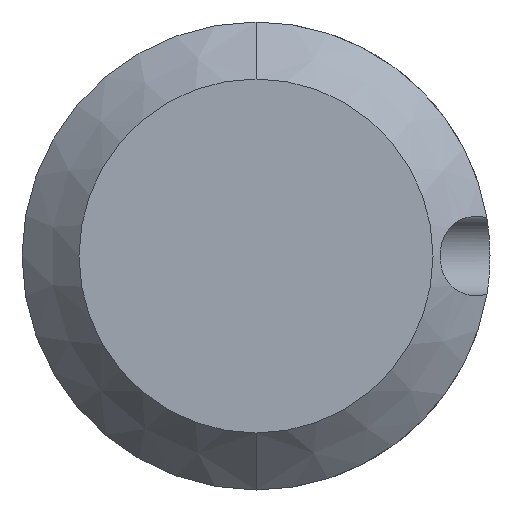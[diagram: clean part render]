
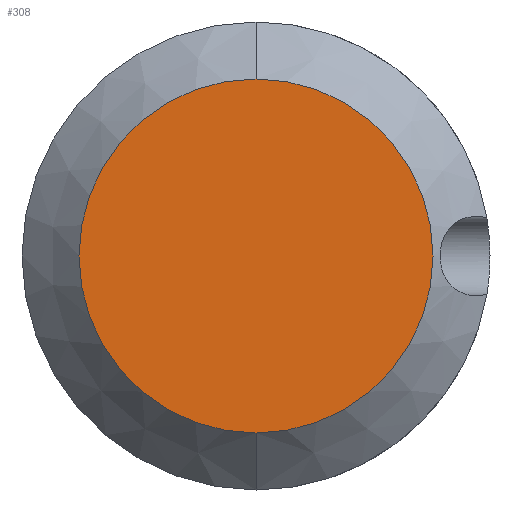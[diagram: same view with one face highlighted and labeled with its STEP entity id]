
A CAD part, front view. The second image highlights one B-rep face of the part: STEP entity #308.
In plain terms, the highlighted planar face has unit normal (0, -1, 0).
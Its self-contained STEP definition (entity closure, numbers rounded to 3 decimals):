
#1 = AXIS2_PLACEMENT_3D ( 'NONE', #218, #393, #267 ) ;
#4 = FACE_OUTER_BOUND ( 'NONE', #5, .T. ) ;
#5 = EDGE_LOOP ( 'NONE', ( #515, #582 ) ) ;
#43 = VERTEX_POINT ( 'NONE', #592 ) ;
#85 = DIRECTION ( 'NONE',  ( 0., -1., 0. ) ) ;
#178 = PLANE ( 'NONE',  #1 ) ;
#187 = DIRECTION ( 'NONE',  ( 0., 0., -1. ) ) ;
#218 = CARTESIAN_POINT ( 'NONE',  ( 0., -4.477, 0. ) ) ;
#246 = AXIS2_PLACEMENT_3D ( 'NONE', #654, #85, #466 ) ;
#267 = DIRECTION ( 'NONE',  ( 0., 0., -1. ) ) ;
#281 = CARTESIAN_POINT ( 'NONE',  ( 0., -4.477, 0. ) ) ;
#297 = VERTEX_POINT ( 'NONE', #659 ) ;
#308 = ADVANCED_FACE ( 'NONE', ( #4 ), #178, .T. ) ;
#373 = AXIS2_PLACEMENT_3D ( 'NONE', #281, #560, #187 ) ;
#393 = DIRECTION ( 'NONE',  ( 0., -1., 0. ) ) ;
#466 = DIRECTION ( 'NONE',  ( 0., 0., -1. ) ) ;
#515 = ORIENTED_EDGE ( 'NONE', *, *, #635, .T. ) ;
#529 = CIRCLE ( 'NONE', #246, 8.7 ) ;
#560 = DIRECTION ( 'NONE',  ( 0., -1., 0. ) ) ;
#582 = ORIENTED_EDGE ( 'NONE', *, *, #685, .T. ) ;
#585 = CIRCLE ( 'NONE', #373, 8.7 ) ;
#592 = CARTESIAN_POINT ( 'NONE',  ( 0., -4.477, -8.7 ) ) ;
#635 = EDGE_CURVE ( 'NONE', #297, #43, #585, .T. ) ;
#654 = CARTESIAN_POINT ( 'NONE',  ( 0., -4.477, 0. ) ) ;
#659 = CARTESIAN_POINT ( 'NONE',  ( 0., -4.477, 8.7 ) ) ;
#685 = EDGE_CURVE ( 'NONE', #43, #297, #529, .T. ) ;
